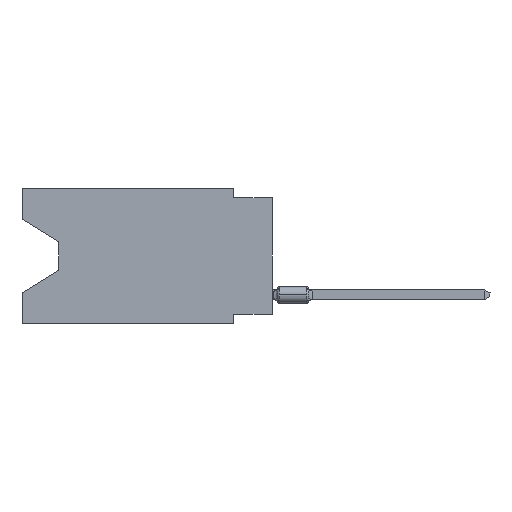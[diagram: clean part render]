
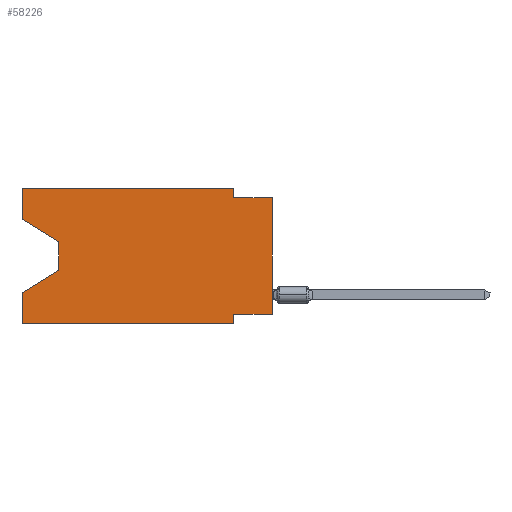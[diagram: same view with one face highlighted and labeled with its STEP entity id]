
A CAD part, left-side view. The second image highlights one B-rep face of the part: STEP entity #58226.
In plain terms, the highlighted planar face has unit normal (-1, 0, 0).
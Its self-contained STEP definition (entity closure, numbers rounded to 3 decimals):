
#935 = CARTESIAN_POINT ( 'NONE',  ( 0., 16.383, 0. ) ) ;
#3025 = ORIENTED_EDGE ( 'NONE', *, *, #100306, .F. ) ;
#3916 = VERTEX_POINT ( 'NONE', #99167 ) ;
#5495 = VECTOR ( 'NONE', #92309, 1000. ) ;
#8950 = CARTESIAN_POINT ( 'NONE',  ( 0., 2.54, -0.635 ) ) ;
#10522 = DIRECTION ( 'NONE',  ( 0., -1., 0. ) ) ;
#11060 = ORIENTED_EDGE ( 'NONE', *, *, #24980, .T. ) ;
#12407 = ORIENTED_EDGE ( 'NONE', *, *, #81023, .T. ) ;
#13091 = CARTESIAN_POINT ( 'NONE',  ( 0., 16.383, -6.852 ) ) ;
#14977 = LINE ( 'NONE', #935, #18829 ) ;
#15119 = ORIENTED_EDGE ( 'NONE', *, *, #34458, .F. ) ;
#15164 = LINE ( 'NONE', #101378, #101497 ) ;
#16053 = VERTEX_POINT ( 'NONE', #86940 ) ;
#18350 = EDGE_LOOP ( 'NONE', ( #97970, #11060, #12407, #15119, #87198, #3025, #84434, #40985, #58520, #92502, #92478, #46382 ) ) ;
#18829 = VECTOR ( 'NONE', #101706, 1000. ) ;
#20484 = CARTESIAN_POINT ( 'NONE',  ( 0., 16.383, 0. ) ) ;
#20539 = VECTOR ( 'NONE', #10522, 1000. ) ;
#22845 = CARTESIAN_POINT ( 'NONE',  ( 0., 16.383, 0. ) ) ;
#23656 = DIRECTION ( 'NONE',  ( 0., 0., -1. ) ) ;
#24279 = VECTOR ( 'NONE', #47401, 1000. ) ;
#24980 = EDGE_CURVE ( 'NONE', #100980, #66143, #15164, .T. ) ;
#26882 = EDGE_CURVE ( 'NONE', #46087, #73447, #43509, .T. ) ;
#31701 = DIRECTION ( 'NONE',  ( 0., 0., 1. ) ) ;
#32130 = FACE_OUTER_BOUND ( 'NONE', #18350, .T. ) ;
#34175 = VECTOR ( 'NONE', #68488, 1000. ) ;
#34382 = EDGE_CURVE ( 'NONE', #96033, #100980, #36940, .T. ) ;
#34458 = EDGE_CURVE ( 'NONE', #79345, #41221, #56101, .T. ) ;
#35963 = EDGE_CURVE ( 'NONE', #96033, #78424, #14977, .T. ) ;
#36220 = CARTESIAN_POINT ( 'NONE',  ( 0., 2.54, 0. ) ) ;
#36940 = LINE ( 'NONE', #60828, #98158 ) ;
#40428 = PLANE ( 'NONE',  #44298 ) ;
#40677 = VECTOR ( 'NONE', #42471, 1000. ) ;
#40909 = CARTESIAN_POINT ( 'NONE',  ( 0., 13.97, -5.385 ) ) ;
#40985 = ORIENTED_EDGE ( 'NONE', *, *, #44888, .T. ) ;
#41117 = VERTEX_POINT ( 'NONE', #55012 ) ;
#41131 = CARTESIAN_POINT ( 'NONE',  ( 0., 2.54, 0. ) ) ;
#41221 = VERTEX_POINT ( 'NONE', #13091 ) ;
#42471 = DIRECTION ( 'NONE',  ( 0., 0., 1. ) ) ;
#42999 = LINE ( 'NONE', #50789, #5495 ) ;
#43020 = VECTOR ( 'NONE', #44646, 1000. ) ;
#43509 = LINE ( 'NONE', #36220, #78808 ) ;
#44298 = AXIS2_PLACEMENT_3D ( 'NONE', #71611, #55512, #57045 ) ;
#44628 = EDGE_CURVE ( 'NONE', #78424, #46087, #50006, .T. ) ;
#44646 = DIRECTION ( 'NONE',  ( 0., 1., 0. ) ) ;
#44888 = EDGE_CURVE ( 'NONE', #16053, #41117, #81940, .T. ) ;
#45505 = EDGE_CURVE ( 'NONE', #73447, #41117, #67970, .T. ) ;
#45962 = EDGE_CURVE ( 'NONE', #79345, #47070, #85327, .T. ) ;
#46087 = VERTEX_POINT ( 'NONE', #41131 ) ;
#46382 = ORIENTED_EDGE ( 'NONE', *, *, #35963, .F. ) ;
#47070 = VERTEX_POINT ( 'NONE', #53793 ) ;
#47401 = DIRECTION ( 'NONE',  ( 0., -1., 0. ) ) ;
#48427 = VECTOR ( 'NONE', #31701, 1000. ) ;
#48919 = CARTESIAN_POINT ( 'NONE',  ( 0., 16.383, -8.89 ) ) ;
#50006 = LINE ( 'NONE', #81693, #20539 ) ;
#50789 = CARTESIAN_POINT ( 'NONE',  ( 0., 13.97, -5.385 ) ) ;
#51409 = LINE ( 'NONE', #83095, #43020 ) ;
#53793 = CARTESIAN_POINT ( 'NONE',  ( 0., 2.54, -8.89 ) ) ;
#55012 = CARTESIAN_POINT ( 'NONE',  ( 0., 0., -0.635 ) ) ;
#55512 = DIRECTION ( 'NONE',  ( 1., 0., 0. ) ) ;
#56101 = LINE ( 'NONE', #22845, #48427 ) ;
#57045 = DIRECTION ( 'NONE',  ( 0., 0., -1. ) ) ;
#58226 = ADVANCED_FACE ( 'NONE', ( #32130 ), #40428, .F. ) ;
#58520 = ORIENTED_EDGE ( 'NONE', *, *, #45505, .F. ) ;
#60400 = DIRECTION ( 'NONE',  ( 0., 0., -1. ) ) ;
#60524 = EDGE_CURVE ( 'NONE', #16053, #3916, #51409, .T. ) ;
#60828 = CARTESIAN_POINT ( 'NONE',  ( 0., 16.383, -2.038 ) ) ;
#63150 = CARTESIAN_POINT ( 'NONE',  ( 0., 2.54, -8.89 ) ) ;
#66143 = VERTEX_POINT ( 'NONE', #40909 ) ;
#67970 = LINE ( 'NONE', #85076, #34175 ) ;
#68488 = DIRECTION ( 'NONE',  ( 0., -1., 0. ) ) ;
#71238 = CARTESIAN_POINT ( 'NONE',  ( 0., 13.97, -3.505 ) ) ;
#71611 = CARTESIAN_POINT ( 'NONE',  ( 0., 16.383, 0. ) ) ;
#73447 = VERTEX_POINT ( 'NONE', #8950 ) ;
#74680 = DIRECTION ( 'NONE',  ( 0., 0., -1. ) ) ;
#78424 = VERTEX_POINT ( 'NONE', #20484 ) ;
#78808 = VECTOR ( 'NONE', #74680, 1000. ) ;
#79345 = VERTEX_POINT ( 'NONE', #101229 ) ;
#81023 = EDGE_CURVE ( 'NONE', #66143, #41221, #42999, .T. ) ;
#81693 = CARTESIAN_POINT ( 'NONE',  ( 0., 16.383, 0. ) ) ;
#81940 = LINE ( 'NONE', #90241, #40677 ) ;
#83095 = CARTESIAN_POINT ( 'NONE',  ( 0., 0., -8.255 ) ) ;
#84434 = ORIENTED_EDGE ( 'NONE', *, *, #60524, .F. ) ;
#84718 = DIRECTION ( 'NONE',  ( 0., -0.855, -0.519 ) ) ;
#85076 = CARTESIAN_POINT ( 'NONE',  ( 0., 0., -0.635 ) ) ;
#85327 = LINE ( 'NONE', #48919, #24279 ) ;
#85501 = LINE ( 'NONE', #63150, #94728 ) ;
#86940 = CARTESIAN_POINT ( 'NONE',  ( 0., 0., -8.255 ) ) ;
#87198 = ORIENTED_EDGE ( 'NONE', *, *, #45962, .T. ) ;
#87521 = CARTESIAN_POINT ( 'NONE',  ( 0., 16.383, -2.038 ) ) ;
#90241 = CARTESIAN_POINT ( 'NONE',  ( 0., 0., 0. ) ) ;
#92309 = DIRECTION ( 'NONE',  ( 0., 0.855, -0.519 ) ) ;
#92478 = ORIENTED_EDGE ( 'NONE', *, *, #44628, .F. ) ;
#92502 = ORIENTED_EDGE ( 'NONE', *, *, #26882, .F. ) ;
#94728 = VECTOR ( 'NONE', #23656, 1000. ) ;
#96033 = VERTEX_POINT ( 'NONE', #87521 ) ;
#97970 = ORIENTED_EDGE ( 'NONE', *, *, #34382, .T. ) ;
#98158 = VECTOR ( 'NONE', #84718, 1000. ) ;
#99167 = CARTESIAN_POINT ( 'NONE',  ( 0., 2.54, -8.255 ) ) ;
#100306 = EDGE_CURVE ( 'NONE', #3916, #47070, #85501, .T. ) ;
#100980 = VERTEX_POINT ( 'NONE', #71238 ) ;
#101229 = CARTESIAN_POINT ( 'NONE',  ( 0., 16.383, -8.89 ) ) ;
#101378 = CARTESIAN_POINT ( 'NONE',  ( 0., 13.97, -3.505 ) ) ;
#101497 = VECTOR ( 'NONE', #60400, 1000. ) ;
#101706 = DIRECTION ( 'NONE',  ( 0., 0., 1. ) ) ;
